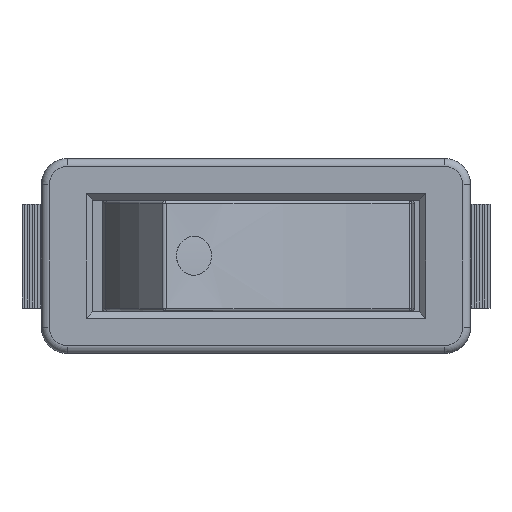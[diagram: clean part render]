
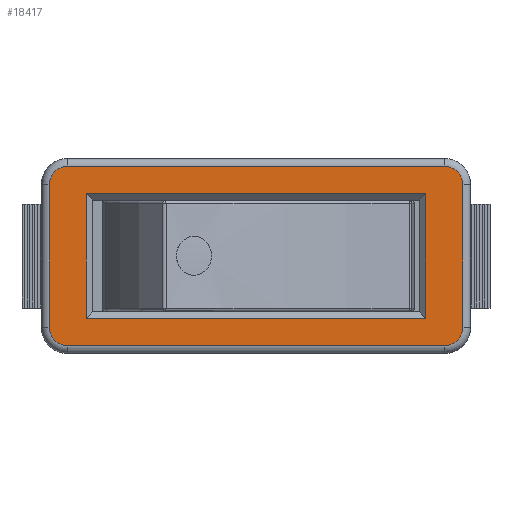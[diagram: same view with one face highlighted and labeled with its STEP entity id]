
A CAD part, top view. The second image highlights one B-rep face of the part: STEP entity #18417.
In plain terms, the highlighted planar face has unit normal (0, 0, 1).
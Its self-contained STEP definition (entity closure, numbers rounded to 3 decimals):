
#487=CIRCLE('',#19181,1.4);
#488=CIRCLE('',#19182,1.4);
#489=CIRCLE('',#19183,1.4);
#490=CIRCLE('',#19184,1.4);
#1270=FACE_BOUND('',#3206,.T.);
#2134=FACE_OUTER_BOUND('',#3205,.T.);
#3205=EDGE_LOOP('',(#16133,#16134,#16135,#16136,#16137,#16138,#16139,#16140));
#3206=EDGE_LOOP('',(#16141,#16142,#16143,#16144));
#5011=LINE('',#31507,#6916);
#5015=LINE('',#31514,#6920);
#5018=LINE('',#31520,#6923);
#5020=LINE('',#31523,#6925);
#5026=LINE('',#31537,#6931);
#5027=LINE('',#31541,#6932);
#5028=LINE('',#31545,#6933);
#5029=LINE('',#31549,#6934);
#6916=VECTOR('',#22252,10.);
#6920=VECTOR('',#22258,10.);
#6923=VECTOR('',#22263,10.);
#6925=VECTOR('',#22267,10.);
#6931=VECTOR('',#22279,10.);
#6932=VECTOR('',#22282,10.);
#6933=VECTOR('',#22285,10.);
#6934=VECTOR('',#22288,10.);
#8713=VERTEX_POINT('',#31504);
#8714=VERTEX_POINT('',#31506);
#8716=VERTEX_POINT('',#31512);
#8718=VERTEX_POINT('',#31518);
#8722=VERTEX_POINT('',#31535);
#8723=VERTEX_POINT('',#31536);
#8724=VERTEX_POINT('',#31538);
#8725=VERTEX_POINT('',#31540);
#8726=VERTEX_POINT('',#31542);
#8727=VERTEX_POINT('',#31544);
#8728=VERTEX_POINT('',#31546);
#8729=VERTEX_POINT('',#31548);
#11234=EDGE_CURVE('',#8713,#8714,#5011,.T.);
#11238=EDGE_CURVE('',#8716,#8713,#5015,.T.);
#11241=EDGE_CURVE('',#8718,#8716,#5018,.T.);
#11243=EDGE_CURVE('',#8714,#8718,#5020,.T.);
#11249=EDGE_CURVE('',#8722,#8723,#5026,.T.);
#11250=EDGE_CURVE('',#8724,#8722,#487,.T.);
#11251=EDGE_CURVE('',#8725,#8724,#5027,.T.);
#11252=EDGE_CURVE('',#8726,#8725,#488,.T.);
#11253=EDGE_CURVE('',#8727,#8726,#5028,.T.);
#11254=EDGE_CURVE('',#8728,#8727,#489,.T.);
#11255=EDGE_CURVE('',#8729,#8728,#5029,.T.);
#11256=EDGE_CURVE('',#8723,#8729,#490,.T.);
#16133=ORIENTED_EDGE('',*,*,#11249,.F.);
#16134=ORIENTED_EDGE('',*,*,#11250,.F.);
#16135=ORIENTED_EDGE('',*,*,#11251,.F.);
#16136=ORIENTED_EDGE('',*,*,#11252,.F.);
#16137=ORIENTED_EDGE('',*,*,#11253,.F.);
#16138=ORIENTED_EDGE('',*,*,#11254,.F.);
#16139=ORIENTED_EDGE('',*,*,#11255,.F.);
#16140=ORIENTED_EDGE('',*,*,#11256,.F.);
#16141=ORIENTED_EDGE('',*,*,#11234,.F.);
#16142=ORIENTED_EDGE('',*,*,#11238,.F.);
#16143=ORIENTED_EDGE('',*,*,#11241,.F.);
#16144=ORIENTED_EDGE('',*,*,#11243,.F.);
#17470=PLANE('',#19180);
#18417=ADVANCED_FACE('',(#2134,#1270),#17470,.T.);
#19180=AXIS2_PLACEMENT_3D('',#31534,#22277,#22278);
#19181=AXIS2_PLACEMENT_3D('',#31539,#22280,#22281);
#19182=AXIS2_PLACEMENT_3D('',#31543,#22283,#22284);
#19183=AXIS2_PLACEMENT_3D('',#31547,#22286,#22287);
#19184=AXIS2_PLACEMENT_3D('',#31550,#22289,#22290);
#22252=DIRECTION('',(1.,0.,0.));
#22258=DIRECTION('',(0.,-1.,0.));
#22263=DIRECTION('',(-1.,0.,0.));
#22267=DIRECTION('',(0.,1.,0.));
#22277=DIRECTION('center_axis',(0.,0.,
1.));
#22278=DIRECTION('ref_axis',(1.,0.,0.));
#22279=DIRECTION('',(0.,1.,0.));
#22280=DIRECTION('center_axis',(0.,0.,
-1.));
#22281=DIRECTION('ref_axis',(-0.707,-0.707,0.));
#22282=DIRECTION('',(-1.,0.,0.));
#22283=DIRECTION('center_axis',(0.,0.,
-1.));
#22284=DIRECTION('ref_axis',(0.707,-0.707,0.));
#22285=DIRECTION('',(0.,-1.,0.));
#22286=DIRECTION('center_axis',(0.,0.,
-1.));
#22287=DIRECTION('ref_axis',(0.707,0.707,0.));
#22288=DIRECTION('',(1.,0.,0.));
#22289=DIRECTION('center_axis',(0.,0.,
-1.));
#22290=DIRECTION('ref_axis',(-0.707,0.707,0.));
#31504=CARTESIAN_POINT('',(-13.05,-4.8,19.));
#31506=CARTESIAN_POINT('',(13.05,-4.8,19.));
#31507=CARTESIAN_POINT('',(6.775,-4.8,19.));
#31512=CARTESIAN_POINT('',(-13.05,4.8,19.));
#31514=CARTESIAN_POINT('',(-13.05,-2.65,19.));
#31518=CARTESIAN_POINT('',(13.05,4.8,19.));
#31520=CARTESIAN_POINT('',(-6.775,4.8,19.));
#31523=CARTESIAN_POINT('',(13.05,2.65,19.));
#31534=CARTESIAN_POINT('Origin',(0.,0.,
19.));
#31535=CARTESIAN_POINT('',(-15.9,-5.5,19.));
#31536=CARTESIAN_POINT('',(-15.9,5.5,19.));
#31537=CARTESIAN_POINT('',(-15.9,-2.75,19.));
#31538=CARTESIAN_POINT('',(-14.5,-6.9,19.));
#31539=CARTESIAN_POINT('Origin',(-14.5,-5.5,19.));
#31540=CARTESIAN_POINT('',(14.5,-6.9,19.));
#31541=CARTESIAN_POINT('',(7.25,-6.9,19.));
#31542=CARTESIAN_POINT('',(15.9,-5.5,19.));
#31543=CARTESIAN_POINT('Origin',(14.5,-5.5,19.));
#31544=CARTESIAN_POINT('',(15.9,5.5,19.));
#31545=CARTESIAN_POINT('',(15.9,2.75,19.));
#31546=CARTESIAN_POINT('',(14.5,6.9,19.));
#31547=CARTESIAN_POINT('Origin',(14.5,5.5,19.));
#31548=CARTESIAN_POINT('',(-14.5,6.9,19.));
#31549=CARTESIAN_POINT('',(-7.25,6.9,19.));
#31550=CARTESIAN_POINT('Origin',(-14.5,5.5,19.));
